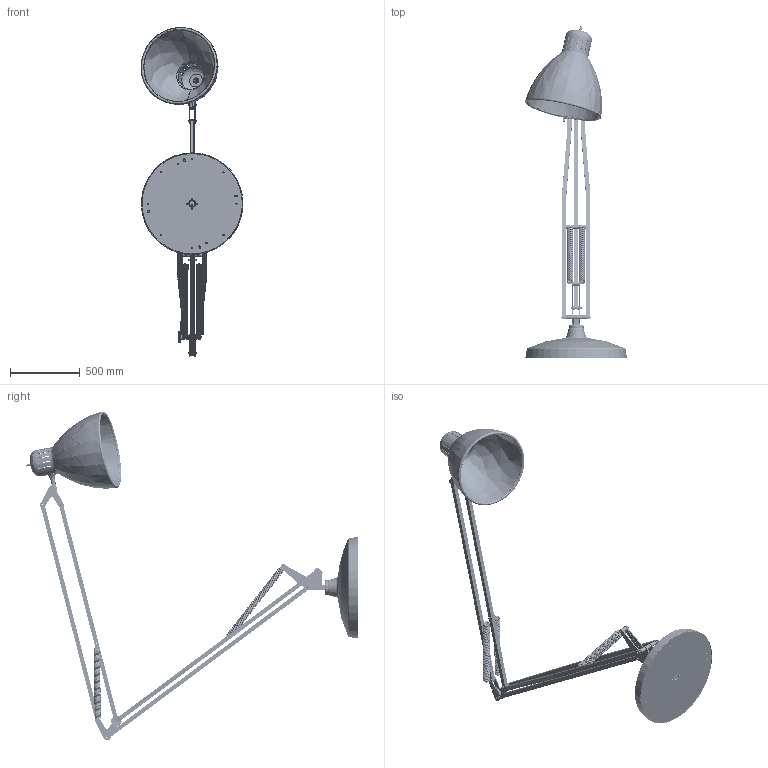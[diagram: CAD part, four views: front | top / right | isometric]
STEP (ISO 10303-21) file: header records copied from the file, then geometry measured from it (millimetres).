
FILE_DESCRIPTION(/* description */ (''),/* implementation_level */ '2;1');
FILE_NAME(/* name */ 'JJ GREAT Floor -3D.stp',/* time_stamp */ '2020-11-20T15:58:38+01:00',/* author */ ('matteo.garelli'),/* organization */ (''),/* preprocessor_version */ 'ST-DEVELOPER v18.1',/* originating_system */ 'Autodesk Inventor 2020',/* authorisation */ '');
FILE_SCHEMA (('AUTOMOTIVE_DESIGN { 1 0 10303 214 3 1 1 }'));
Products named in the file (1): JJ GREAT T -3D
Bounding box: 732.38 x 2381.67 x 2362.45 mm (x, y, z)
Volume: 9795478.6 mm3; surface area: 6670536.7 mm2
Topology: 50 solids, 50 shells, 821 faces, 2370 edges, 1670 vertices
Faces by surface type: plane 452, cylinder 290, bspline 30, cone 29, torus 18, sphere 2
Full cylindrical faces by diameter (mm): 3 x1, 3.3 x3, 5 x2, 5.5 x2, 6 x4, 8 x16, 9 x2, 9.8 x10, 10 x6, 10.5 x14, 11 x37, 11.05 x4, 13 x4, 14 x2, 15 x2, 22 x1, 23 x1, 28 x16, 34 x2, 38 x1, 41 x1, 50 x1, 59.5 x1, 71 x1, 71.5 x1, 72 x1, 73 x2, 102 x1, 106 x1, 189.9 x1
Entity records: 112865 total; most frequent: CARTESIAN_POINT 89914, DIRECTION 4840, ORIENTED_EDGE 4730, EDGE_CURVE 2365, AXIS2_PLACEMENT_3D 1798, VERTEX_POINT 1670, LINE 1244, VECTOR 1244
